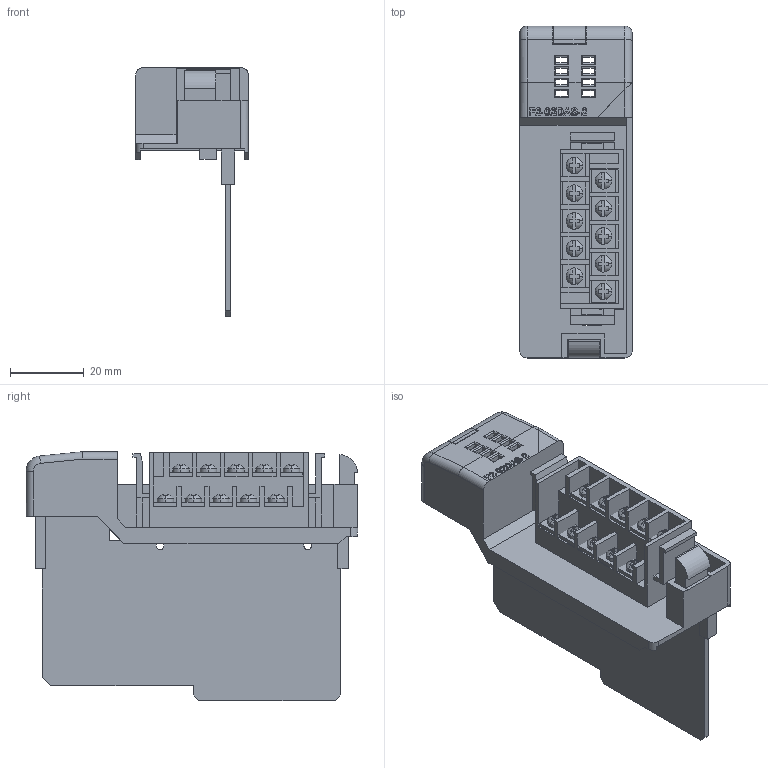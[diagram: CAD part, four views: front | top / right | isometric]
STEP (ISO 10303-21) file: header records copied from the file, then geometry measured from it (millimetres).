
FILE_DESCRIPTION (( 'STEP AP214' ), '1' );
FILE_NAME ('F2-02DAS-2_ModuleCase_light_NEW.STEP', '2011-02-02T16:00:59', ( ' ' ), ( ' ' ), 'SwSTEP 2.0', 'SolidWorks 2009', '' );
FILE_SCHEMA (( 'AUTOMOTIVE_DESIGN' ));
Length unit declared in the file: millimetre
Products named in the file (1): F2-02DAS-2_ModuleCase_light_NEW
Bounding box: 30.55 x 90 x 67.57 mm (x, y, z)
Volume: 25351.1 mm3; surface area: 28480.2 mm2
Topology: 6 solids, 6 shells, 596 faces, 1605 edges, 1040 vertices
Faces by surface type: plane 414, cylinder 75, bspline 65, sphere 40, torus 2
Entity records: 28320 total; most frequent: CARTESIAN_POINT 7062, ORIENTED_EDGE 3210, DIRECTION 2750, EDGE_CURVE 1605, VECTOR 1158, LINE 1158, VERTEX_POINT 1040, AXIS2_PLACEMENT_3D 796
